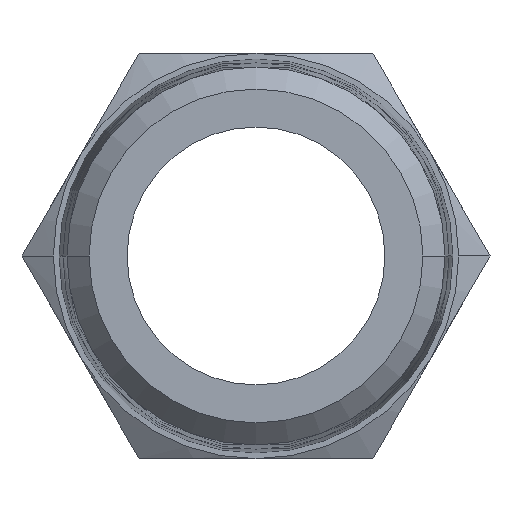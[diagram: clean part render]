
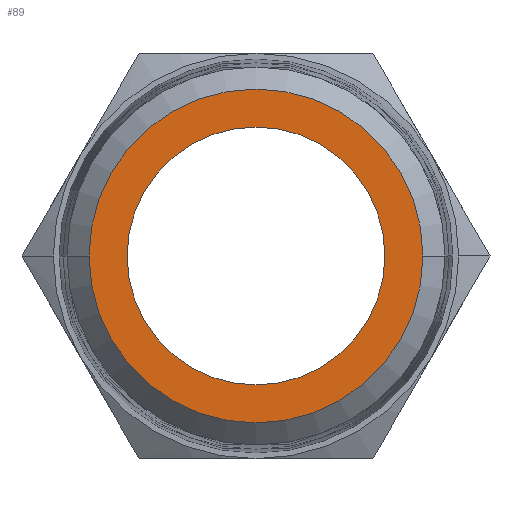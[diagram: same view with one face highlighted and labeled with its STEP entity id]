
A CAD part, left-side view. The second image highlights one B-rep face of the part: STEP entity #89.
In plain terms, the highlighted planar face has unit normal (-1, 0, 0).
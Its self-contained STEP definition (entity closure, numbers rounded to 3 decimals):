
#89=ADVANCED_FACE('',(#184,#185),#186,.T.);
#184=FACE_BOUND('',#280,.T.);
#185=FACE_OUTER_BOUND('',#281,.T.);
#186=PLANE('',#282);
#280=EDGE_LOOP('',(#592,#593));
#281=EDGE_LOOP('',(#594,#595));
#282=AXIS2_PLACEMENT_3D('',#596,#597,#598);
#592=ORIENTED_EDGE('',*,*,#637,.T.);
#593=ORIENTED_EDGE('',*,*,#636,.T.);
#594=ORIENTED_EDGE('',*,*,#604,.F.);
#595=ORIENTED_EDGE('',*,*,#690,.F.);
#596=CARTESIAN_POINT('',(0.0,-4.53,0.0));
#597=DIRECTION('',(-1.0,0.,-0.0));
#598=DIRECTION('',(0.,1.0,0.0));
#604=EDGE_CURVE('',#699,#701,#702,.T.);
#636=EDGE_CURVE('',#758,#762,#764,.T.);
#637=EDGE_CURVE('',#762,#758,#765,.T.);
#690=EDGE_CURVE('',#701,#699,#838,.T.);
#699=VERTEX_POINT('',#849);
#701=VERTEX_POINT('',#852);
#702=CIRCLE('',#853,9.061);
#758=VERTEX_POINT('',#966);
#762=VERTEX_POINT('',#971);
#764=CIRCLE('',#974,7.0);
#765=CIRCLE('',#975,7.0);
#838=CIRCLE('',#1274,9.061);
#849=CARTESIAN_POINT('',(0.0,-9.061,0.0));
#852=CARTESIAN_POINT('',(0.,9.061,0.));
#853=AXIS2_PLACEMENT_3D('',#1284,#1285,#1286);
#966=CARTESIAN_POINT('',(0.,0.,-7.0));
#971=CARTESIAN_POINT('',(0.,0.,7.0));
#974=AXIS2_PLACEMENT_3D('',#1338,#1339,#1340);
#975=AXIS2_PLACEMENT_3D('',#1341,#1342,#1343);
#1274=AXIS2_PLACEMENT_3D('',#1428,#1429,#1430);
#1284=CARTESIAN_POINT('',(0.0,0.,0.0));
#1285=DIRECTION('',(1.0,0.,0.0));
#1286=DIRECTION('',(0.,-1.0,0.0));
#1338=CARTESIAN_POINT('',(0.0,0.0,0.0));
#1339=DIRECTION('',(1.0,0.,0.0));
#1340=DIRECTION('',(0.0,0.0,-1.0));
#1341=CARTESIAN_POINT('',(0.0,0.0,0.0));
#1342=DIRECTION('',(1.0,0.,0.0));
#1343=DIRECTION('',(0.0,0.0,-1.0));
#1428=CARTESIAN_POINT('',(0.0,0.,0.0));
#1429=DIRECTION('',(1.0,0.,0.0));
#1430=DIRECTION('',(0.,-1.0,0.0));
